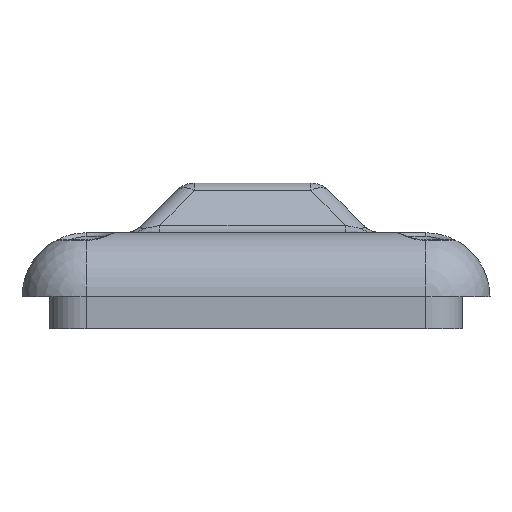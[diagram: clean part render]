
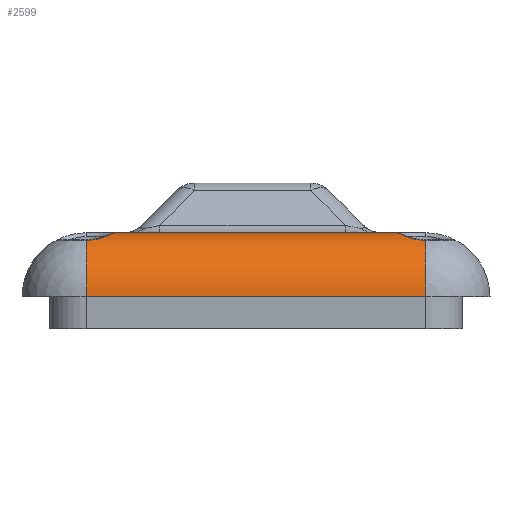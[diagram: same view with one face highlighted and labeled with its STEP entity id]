
A CAD part, front view. The second image highlights one B-rep face of the part: STEP entity #2599.
In plain terms, the highlighted cylindrical face has radius 5 mm (diameter 10 mm), a partial arc.
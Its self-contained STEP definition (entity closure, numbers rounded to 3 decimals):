
#25 = CARTESIAN_POINT ( 'NONE',  ( 11.546, -31.022, 16.296 ) ) ;
#45 = CARTESIAN_POINT ( 'NONE',  ( 13.377, -32.34, 15.818 ) ) ;
#111 = ORIENTED_EDGE ( 'NONE', *, *, #3794, .T. ) ;
#172 = VECTOR ( 'NONE', #2533, 1000. ) ;
#198 = CARTESIAN_POINT ( 'NONE',  ( -11.86, -32.025, 15.973 ) ) ;
#348 = FACE_OUTER_BOUND ( 'NONE', #1459, .T. ) ;
#401 = CARTESIAN_POINT ( 'NONE',  ( 11.765, -31.406, 16.2 ) ) ;
#446 = CARTESIAN_POINT ( 'NONE',  ( 13.228, -32.324, 15.827 ) ) ;
#472 = CARTESIAN_POINT ( 'NONE',  ( -12.698, -32.324, 15.827 ) ) ;
#500 = CARTESIAN_POINT ( 'NONE',  ( -12.847, -32.34, 15.818 ) ) ;
#526 = CARTESIAN_POINT ( 'NONE',  ( -11.324, -31.524, 16.163 ) ) ;
#688 = LINE ( 'NONE', #2193, #4238 ) ;
#714 = EDGE_CURVE ( 'NONE', #3620, #4413, #4713, .T. ) ;
#748 = CYLINDRICAL_SURFACE ( 'NONE', #1107, 5. ) ;
#750 = CARTESIAN_POINT ( 'NONE',  ( 11.399, -30.599, 16.366 ) ) ;
#813 = DIRECTION ( 'NONE',  ( 0., 1., 0. ) ) ;
#823 = CARTESIAN_POINT ( 'NONE',  ( 11.854, -31.524, 16.163 ) ) ;
#926 = DIRECTION ( 'NONE',  ( 1., 0., 0. ) ) ;
#928 = CARTESIAN_POINT ( 'NONE',  ( -13., -35., 11.4 ) ) ;
#989 = ORIENTED_EDGE ( 'NONE', *, *, #714, .F. ) ;
#1107 = AXIS2_PLACEMENT_3D ( 'NONE', #1118, #2253, #1904 ) ;
#1118 = CARTESIAN_POINT ( 'NONE',  ( 13.53, -30., 11.4 ) ) ;
#1221 = CARTESIAN_POINT ( 'NONE',  ( 11.33, -30.152, 16.4 ) ) ;
#1273 = CARTESIAN_POINT ( 'NONE',  ( -12.404, -32.259, 15.861 ) ) ;
#1321 = CARTESIAN_POINT ( 'NONE',  ( -10.868, -30.597, 16.366 ) ) ;
#1459 = EDGE_LOOP ( 'NONE', ( #2250, #1642, #4623, #3006, #989, #111 ) ) ;
#1596 = CARTESIAN_POINT ( 'NONE',  ( 12.149, -31.847, 16.052 ) ) ;
#1621 = CARTESIAN_POINT ( 'NONE',  ( -11.235, -31.405, 16.2 ) ) ;
#1642 = ORIENTED_EDGE ( 'NONE', *, *, #2724, .T. ) ;
#1783 = LINE ( 'NONE', #928, #172 ) ;
#1791 = B_SPLINE_CURVE_WITH_KNOTS ( 'NONE', 3,
 ( #3610, #4702, #2027, #1321, #4756, #2087, #3258, #1621, #526, #2853, #198, #2456, #1273, #472, #500, #2806 ),
 .UNSPECIFIED., .F., .F.,
 ( 4, 2, 2, 2, 2, 2, 2, 4 ),
 ( 0., 0., 0.001, 0.001, 0.002, 0.003, 0.003, 0.004 ),
 .UNSPECIFIED. ) ;
#1880 = CARTESIAN_POINT ( 'NONE',  ( 13.53, -32.34, 15.818 ) ) ;
#1904 = DIRECTION ( 'NONE',  ( 0., 0., -1. ) ) ;
#1905 = EDGE_CURVE ( 'NONE', #4483, #4413, #1783, .T. ) ;
#1952 = CARTESIAN_POINT ( 'NONE',  ( 13.53, -32.34, 15.818 ) ) ;
#2027 = CARTESIAN_POINT ( 'NONE',  ( -10.814, -30.302, 16.393 ) ) ;
#2087 = CARTESIAN_POINT ( 'NONE',  ( -11.016, -31.021, 16.297 ) ) ;
#2193 = CARTESIAN_POINT ( 'NONE',  ( 13.53, -30., 16.4 ) ) ;
#2250 = ORIENTED_EDGE ( 'NONE', *, *, #3150, .F. ) ;
#2253 = DIRECTION ( 'NONE',  ( 1., 0., 0. ) ) ;
#2350 = CARTESIAN_POINT ( 'NONE',  ( 12.793, -32.211, 15.885 ) ) ;
#2414 = VERTEX_POINT ( 'NONE', #4620 ) ;
#2456 = CARTESIAN_POINT ( 'NONE',  ( -12.261, -32.21, 15.886 ) ) ;
#2462 = DIRECTION ( 'NONE',  ( 0., 1., 0. ) ) ;
#2510 = CARTESIAN_POINT ( 'NONE',  ( -13., -35., 11.4 ) ) ;
#2533 = DIRECTION ( 'NONE',  ( 1., 0., 0. ) ) ;
#2538 = AXIS2_PLACEMENT_3D ( 'NONE', #2835, #926, #2462 ) ;
#2599 = ADVANCED_FACE ( 'NONE', ( #348 ), #748, .T. ) ;
#2703 = CARTESIAN_POINT ( 'NONE',  ( 11.33, -30., 16.4 ) ) ;
#2724 = EDGE_CURVE ( 'NONE', #3472, #4425, #1791, .T. ) ;
#2806 = CARTESIAN_POINT ( 'NONE',  ( -13., -32.34, 15.818 ) ) ;
#2835 = CARTESIAN_POINT ( 'NONE',  ( -13., -30., 11.4 ) ) ;
#2853 = CARTESIAN_POINT ( 'NONE',  ( -11.619, -31.847, 16.052 ) ) ;
#3006 = ORIENTED_EDGE ( 'NONE', *, *, #1905, .T. ) ;
#3080 = CARTESIAN_POINT ( 'NONE',  ( 11.44, -30.745, 16.346 ) ) ;
#3134 = CARTESIAN_POINT ( 'NONE',  ( 11.611, -31.154, 16.267 ) ) ;
#3150 = EDGE_CURVE ( 'NONE', #3472, #2414, #688, .T. ) ;
#3205 = AXIS2_PLACEMENT_3D ( 'NONE', #3894, #4272, #813 ) ;
#3258 = CARTESIAN_POINT ( 'NONE',  ( -11.081, -31.154, 16.267 ) ) ;
#3296 = CARTESIAN_POINT ( 'NONE',  ( -10.8, -30., 16.4 ) ) ;
#3472 = VERTEX_POINT ( 'NONE', #3296 ) ;
#3610 = CARTESIAN_POINT ( 'NONE',  ( -10.8, -30., 16.4 ) ) ;
#3620 = VERTEX_POINT ( 'NONE', #1880 ) ;
#3794 = EDGE_CURVE ( 'NONE', #3620, #2414, #4915, .T. ) ;
#3807 = CARTESIAN_POINT ( 'NONE',  ( 11.344, -30.303, 16.393 ) ) ;
#3837 = CARTESIAN_POINT ( 'NONE',  ( 12.936, -32.259, 15.861 ) ) ;
#3894 = CARTESIAN_POINT ( 'NONE',  ( 13.53, -30., 11.4 ) ) ;
#3970 = CARTESIAN_POINT ( 'NONE',  ( -13., -32.34, 15.818 ) ) ;
#4188 = CARTESIAN_POINT ( 'NONE',  ( 12.389, -32.025, 15.973 ) ) ;
#4238 = VECTOR ( 'NONE', #4565, 1000. ) ;
#4272 = DIRECTION ( 'NONE',  ( 1., 0., 0. ) ) ;
#4341 = CARTESIAN_POINT ( 'NONE',  ( 13.53, -35., 11.4 ) ) ;
#4413 = VERTEX_POINT ( 'NONE', #4341 ) ;
#4425 = VERTEX_POINT ( 'NONE', #3970 ) ;
#4440 = EDGE_CURVE ( 'NONE', #4425, #4483, #4466, .T. ) ;
#4466 = CIRCLE ( 'NONE', #2538, 5. ) ;
#4483 = VERTEX_POINT ( 'NONE', #2510 ) ;
#4565 = DIRECTION ( 'NONE',  ( 1., 0., 0. ) ) ;
#4620 = CARTESIAN_POINT ( 'NONE',  ( 11.33, -30., 16.4 ) ) ;
#4623 = ORIENTED_EDGE ( 'NONE', *, *, #4440, .T. ) ;
#4702 = CARTESIAN_POINT ( 'NONE',  ( -10.8, -30.152, 16.4 ) ) ;
#4713 = CIRCLE ( 'NONE', #3205, 5. ) ;
#4756 = CARTESIAN_POINT ( 'NONE',  ( -10.909, -30.743, 16.346 ) ) ;
#4915 = B_SPLINE_CURVE_WITH_KNOTS ( 'NONE', 3,
 ( #1952, #45, #446, #3837, #2350, #4188, #1596, #823, #401, #3134, #25, #3080, #750, #3807, #1221, #2703 ),
 .UNSPECIFIED., .F., .F.,
 ( 4, 2, 2, 2, 2, 2, 2, 4 ),
 ( 0., 0., 0.001, 0.002, 0.002, 0.003, 0.003, 0.004 ),
 .UNSPECIFIED. ) ;
